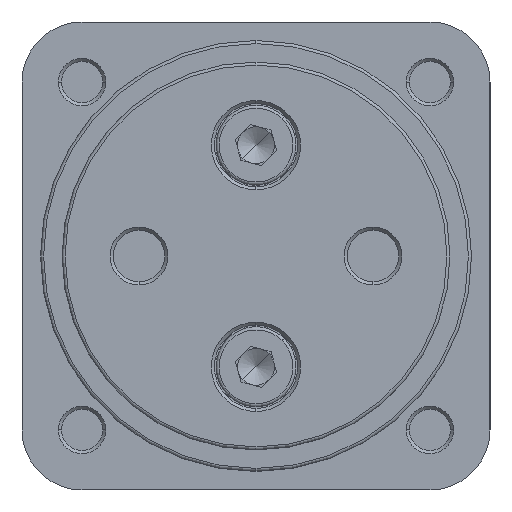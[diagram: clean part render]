
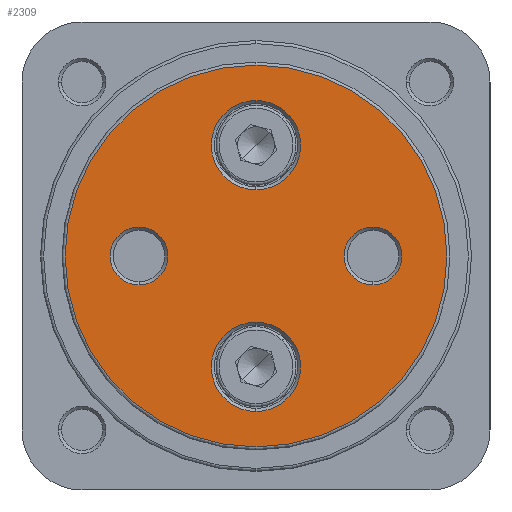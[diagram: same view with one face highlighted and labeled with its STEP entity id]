
A CAD part, left-side view. The second image highlights one B-rep face of the part: STEP entity #2309.
In plain terms, the highlighted planar face has unit normal (-1, 0, 0).
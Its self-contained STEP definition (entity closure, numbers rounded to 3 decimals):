
#385 = EDGE_LOOP ( 'NONE', ( #4546, #4545 ) ) ;
#1149 = FACE_BOUND ( 'NONE', #1880, .T. ) ;
#1151 = FACE_OUTER_BOUND ( 'NONE', #1875, .T. ) ;
#1152 = FACE_BOUND ( 'NONE', #1958, .T. ) ;
#1154 = FACE_BOUND ( 'NONE', #385, .T. ) ;
#1156 = FACE_BOUND ( 'NONE', #1935, .T. ) ;
#1875 = EDGE_LOOP ( 'NONE', ( #4567, #4544 ) ) ;
#1880 = EDGE_LOOP ( 'NONE', ( #4541, #4547 ) ) ;
#1935 = EDGE_LOOP ( 'NONE', ( #4550, #4549 ) ) ;
#1958 = EDGE_LOOP ( 'NONE', ( #4551, #4548 ) ) ;
#2309 = ADVANCED_FACE ( 'NONE', ( #1151, #1149, #1154, #1156, #1152 ), #5091, .F. ) ;
#2646 = VERTEX_POINT ( 'NONE', #5816 ) ;
#2648 = VERTEX_POINT ( 'NONE', #5818 ) ;
#2661 = VERTEX_POINT ( 'NONE', #5831 ) ;
#2662 = VERTEX_POINT ( 'NONE', #5832 ) ;
#2663 = VERTEX_POINT ( 'NONE', #5833 ) ;
#2692 = VERTEX_POINT ( 'NONE', #5862 ) ;
#2725 = VERTEX_POINT ( 'NONE', #5895 ) ;
#2728 = VERTEX_POINT ( 'NONE', #5898 ) ;
#2818 = VERTEX_POINT ( 'NONE', #5988 ) ;
#2839 = VERTEX_POINT ( 'NONE', #6009 ) ;
#3073 = EDGE_CURVE ( 'NONE', #2646, #2839, #6450, .T. ) ;
#3084 = EDGE_CURVE ( 'NONE', #2662, #2728, #6467, .T. ) ;
#3110 = EDGE_CURVE ( 'NONE', #2692, #2648, #6510, .T. ) ;
#3156 = EDGE_CURVE ( 'NONE', #2818, #2725, #6592, .T. ) ;
#3184 = EDGE_CURVE ( 'NONE', #2663, #2661, #6629, .T. ) ;
#3186 = EDGE_CURVE ( 'NONE', #2648, #2692, #6631, .T. ) ;
#3188 = EDGE_CURVE ( 'NONE', #2728, #2662, #6634, .T. ) ;
#3189 = EDGE_CURVE ( 'NONE', #2839, #2646, #6636, .T. ) ;
#3218 = EDGE_CURVE ( 'NONE', #2661, #2663, #6674, .T. ) ;
#3254 = EDGE_CURVE ( 'NONE', #2725, #2818, #6729, .T. ) ;
#3790 = AXIS2_PLACEMENT_3D ( 'NONE', #5098, #5107, #5108 ) ;
#3972 = AXIS2_PLACEMENT_3D ( 'NONE', #6200, #6201, #6202 ) ;
#3978 = AXIS2_PLACEMENT_3D ( 'NONE', #7240, #7241, #7242 ) ;
#3988 = AXIS2_PLACEMENT_3D ( 'NONE', #7291, #7300, #7301 ) ;
#3996 = AXIS2_PLACEMENT_3D ( 'NONE', #7401, #7402, #7403 ) ;
#4013 = AXIS2_PLACEMENT_3D ( 'NONE', #7468, #7474, #7475 ) ;
#4014 = AXIS2_PLACEMENT_3D ( 'NONE', #7485, #7487, #7488 ) ;
#4015 = AXIS2_PLACEMENT_3D ( 'NONE', #7473, #7480, #7481 ) ;
#4018 = AXIS2_PLACEMENT_3D ( 'NONE', #7482, #7490, #7491 ) ;
#4038 = AXIS2_PLACEMENT_3D ( 'NONE', #7568, #7569, #7570 ) ;
#4055 = AXIS2_PLACEMENT_3D ( 'NONE', #7643, #7656, #7657 ) ;
#4541 = ORIENTED_EDGE ( 'NONE', *, *, #3084, .T. ) ;
#4544 = ORIENTED_EDGE ( 'NONE', *, *, #3073, .T. ) ;
#4545 = ORIENTED_EDGE ( 'NONE', *, *, #3186, .T. ) ;
#4546 = ORIENTED_EDGE ( 'NONE', *, *, #3110, .T. ) ;
#4547 = ORIENTED_EDGE ( 'NONE', *, *, #3188, .T. ) ;
#4548 = ORIENTED_EDGE ( 'NONE', *, *, #3184, .T. ) ;
#4549 = ORIENTED_EDGE ( 'NONE', *, *, #3254, .T. ) ;
#4550 = ORIENTED_EDGE ( 'NONE', *, *, #3156, .T. ) ;
#4551 = ORIENTED_EDGE ( 'NONE', *, *, #3218, .T. ) ;
#4567 = ORIENTED_EDGE ( 'NONE', *, *, #3189, .T. ) ;
#5091 = PLANE ( 'NONE',  #3790 ) ;
#5098 = CARTESIAN_POINT ( 'NONE',  ( 0., 0., 0. ) ) ;
#5107 = DIRECTION ( 'NONE',  ( 1., 0., 0. ) ) ;
#5108 = DIRECTION ( 'NONE',  ( 0., 0., -1. ) ) ;
#5816 = CARTESIAN_POINT ( 'NONE',  ( 0., 0., 31. ) ) ;
#5818 = CARTESIAN_POINT ( 'NONE',  ( 0., 0., 10.75 ) ) ;
#5831 = CARTESIAN_POINT ( 'NONE',  ( 0., 19., 4.7 ) ) ;
#5832 = CARTESIAN_POINT ( 'NONE',  ( 0., 0., -10.75 ) ) ;
#5833 = CARTESIAN_POINT ( 'NONE',  ( 0., 19., -4.7 ) ) ;
#5862 = CARTESIAN_POINT ( 'NONE',  ( 0., 0., 25.25 ) ) ;
#5895 = CARTESIAN_POINT ( 'NONE',  ( 0., -19., -4.7 ) ) ;
#5898 = CARTESIAN_POINT ( 'NONE',  ( 0., 0., -25.25 ) ) ;
#5988 = CARTESIAN_POINT ( 'NONE',  ( 0., -19., 4.7 ) ) ;
#6009 = CARTESIAN_POINT ( 'NONE',  ( 0., 0., -31. ) ) ;
#6200 = CARTESIAN_POINT ( 'NONE',  ( 0., 0., 0. ) ) ;
#6201 = DIRECTION ( 'NONE',  ( -1., 0., 0. ) ) ;
#6202 = DIRECTION ( 'NONE',  ( 0., 0., -1. ) ) ;
#6450 = CIRCLE ( 'NONE', #3972, 31. ) ;
#6467 = CIRCLE ( 'NONE', #3978, 7.25 ) ;
#6510 = CIRCLE ( 'NONE', #3988, 7.25 ) ;
#6592 = CIRCLE ( 'NONE', #3996, 4.7 ) ;
#6629 = CIRCLE ( 'NONE', #4013, 4.7 ) ;
#6631 = CIRCLE ( 'NONE', #4015, 7.25 ) ;
#6634 = CIRCLE ( 'NONE', #4014, 7.25 ) ;
#6636 = CIRCLE ( 'NONE', #4018, 31. ) ;
#6674 = CIRCLE ( 'NONE', #4038, 4.7 ) ;
#6729 = CIRCLE ( 'NONE', #4055, 4.7 ) ;
#7240 = CARTESIAN_POINT ( 'NONE',  ( 0., 0., -18. ) ) ;
#7241 = DIRECTION ( 'NONE',  ( 1., 0., 0. ) ) ;
#7242 = DIRECTION ( 'NONE',  ( 0., 0., -1. ) ) ;
#7291 = CARTESIAN_POINT ( 'NONE',  ( 0., 0., 18. ) ) ;
#7300 = DIRECTION ( 'NONE',  ( 1., 0., 0. ) ) ;
#7301 = DIRECTION ( 'NONE',  ( 0., 0., -1. ) ) ;
#7401 = CARTESIAN_POINT ( 'NONE',  ( 0., -19., 0. ) ) ;
#7402 = DIRECTION ( 'NONE',  ( 1., 0., 0. ) ) ;
#7403 = DIRECTION ( 'NONE',  ( 0., 0., -1. ) ) ;
#7468 = CARTESIAN_POINT ( 'NONE',  ( 0., 19., 0. ) ) ;
#7473 = CARTESIAN_POINT ( 'NONE',  ( 0., 0., 18. ) ) ;
#7474 = DIRECTION ( 'NONE',  ( 1., 0., 0. ) ) ;
#7475 = DIRECTION ( 'NONE',  ( 0., 0., -1. ) ) ;
#7480 = DIRECTION ( 'NONE',  ( 1., 0., 0. ) ) ;
#7481 = DIRECTION ( 'NONE',  ( 0., 0., -1. ) ) ;
#7482 = CARTESIAN_POINT ( 'NONE',  ( 0., 0., 0. ) ) ;
#7485 = CARTESIAN_POINT ( 'NONE',  ( 0., 0., -18. ) ) ;
#7487 = DIRECTION ( 'NONE',  ( 1., 0., 0. ) ) ;
#7488 = DIRECTION ( 'NONE',  ( 0., 0., -1. ) ) ;
#7490 = DIRECTION ( 'NONE',  ( -1., 0., 0. ) ) ;
#7491 = DIRECTION ( 'NONE',  ( 0., 0., -1. ) ) ;
#7568 = CARTESIAN_POINT ( 'NONE',  ( 0., 19., 0. ) ) ;
#7569 = DIRECTION ( 'NONE',  ( 1., 0., 0. ) ) ;
#7570 = DIRECTION ( 'NONE',  ( 0., 0., -1. ) ) ;
#7643 = CARTESIAN_POINT ( 'NONE',  ( 0., -19., 0. ) ) ;
#7656 = DIRECTION ( 'NONE',  ( 1., 0., 0. ) ) ;
#7657 = DIRECTION ( 'NONE',  ( 0., 0., -1. ) ) ;
